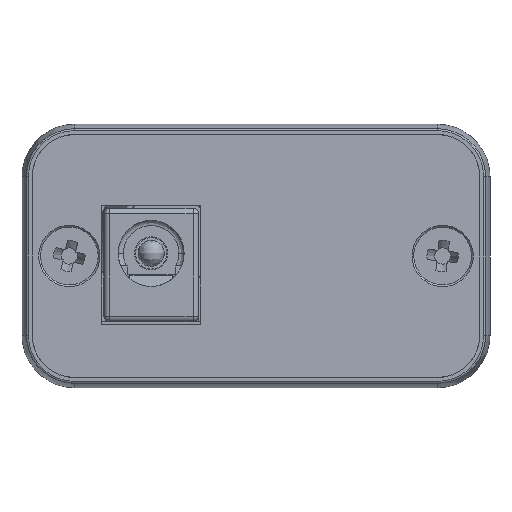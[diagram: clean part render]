
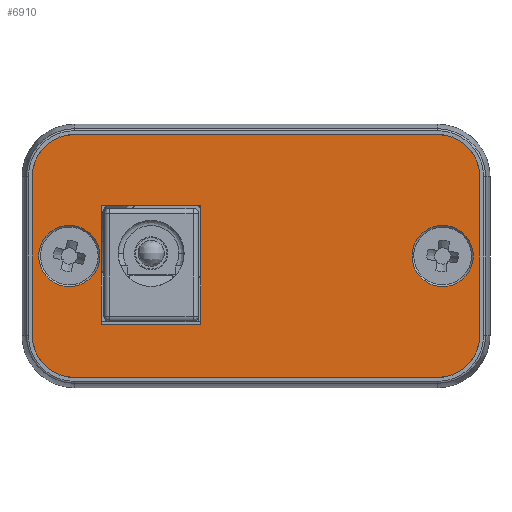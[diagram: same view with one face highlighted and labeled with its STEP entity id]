
A CAD part, left-side view. The second image highlights one B-rep face of the part: STEP entity #6910.
In plain terms, the highlighted face is planar.
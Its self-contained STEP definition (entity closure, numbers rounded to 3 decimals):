
#6882 = EDGE_CURVE('',#6883,#6883,#6885,.T.);
#6883 = VERTEX_POINT('',#6884);
#6884 = CARTESIAN_POINT('',(-14.879,0.,2.4));
#6885 = CIRCLE('',#6886,2.921);
#6886 = AXIS2_PLACEMENT_3D('',#6887,#6888,#6889);
#6887 = CARTESIAN_POINT('',(-17.8,0.,2.4));
#6888 = DIRECTION('',(0.,0.,-1.));
#6889 = DIRECTION('',(1.,0.,0.));
#6910 = ADVANCED_FACE('',(#6911,#6981,#6984,#6995),#7029,.T.);
#6911 = FACE_BOUND('',#6912,.T.);
#6912 = EDGE_LOOP('',(#6913,#6923,#6932,#6940,#6949,#6957,#6966,#6974));
#6913 = ORIENTED_EDGE('',*,*,#6914,.F.);
#6914 = EDGE_CURVE('',#6915,#6917,#6919,.T.);
#6915 = VERTEX_POINT('',#6916);
#6916 = CARTESIAN_POINT('',(-21.332,-7.565,2.4));
#6917 = VERTEX_POINT('',#6918);
#6918 = CARTESIAN_POINT('',(-21.332,7.565,2.4));
#6919 = LINE('',#6920,#6921);
#6920 = CARTESIAN_POINT('',(-21.332,-7.565,2.4));
#6921 = VECTOR('',#6922,1.);
#6922 = DIRECTION('',(0.,1.,0.));
#6923 = ORIENTED_EDGE('',*,*,#6924,.F.);
#6924 = EDGE_CURVE('',#6925,#6915,#6927,.T.);
#6925 = VERTEX_POINT('',#6926);
#6926 = CARTESIAN_POINT('',(-17.315,-11.582,2.4));
#6927 = CIRCLE('',#6928,4.017);
#6928 = AXIS2_PLACEMENT_3D('',#6929,#6930,#6931);
#6929 = CARTESIAN_POINT('',(-17.315,-7.565,2.4));
#6930 = DIRECTION('',(0.,0.,-1.));
#6931 = DIRECTION('',(1.,0.,0.));
#6932 = ORIENTED_EDGE('',*,*,#6933,.F.);
#6933 = EDGE_CURVE('',#6934,#6925,#6936,.T.);
#6934 = VERTEX_POINT('',#6935);
#6935 = CARTESIAN_POINT('',(17.315,-11.582,2.4));
#6936 = LINE('',#6937,#6938);
#6937 = CARTESIAN_POINT('',(17.315,-11.582,2.4));
#6938 = VECTOR('',#6939,1.);
#6939 = DIRECTION('',(-1.,0.,0.));
#6940 = ORIENTED_EDGE('',*,*,#6941,.F.);
#6941 = EDGE_CURVE('',#6942,#6934,#6944,.T.);
#6942 = VERTEX_POINT('',#6943);
#6943 = CARTESIAN_POINT('',(21.332,-7.565,2.4));
#6944 = CIRCLE('',#6945,4.017);
#6945 = AXIS2_PLACEMENT_3D('',#6946,#6947,#6948);
#6946 = CARTESIAN_POINT('',(17.315,-7.565,2.4));
#6947 = DIRECTION('',(0.,0.,-1.));
#6948 = DIRECTION('',(0.,1.,0.));
#6949 = ORIENTED_EDGE('',*,*,#6950,.F.);
#6950 = EDGE_CURVE('',#6951,#6942,#6953,.T.);
#6951 = VERTEX_POINT('',#6952);
#6952 = CARTESIAN_POINT('',(21.332,7.565,2.4));
#6953 = LINE('',#6954,#6955);
#6954 = CARTESIAN_POINT('',(21.332,7.565,2.4));
#6955 = VECTOR('',#6956,1.);
#6956 = DIRECTION('',(0.,-1.,0.));
#6957 = ORIENTED_EDGE('',*,*,#6958,.F.);
#6958 = EDGE_CURVE('',#6959,#6951,#6961,.T.);
#6959 = VERTEX_POINT('',#6960);
#6960 = CARTESIAN_POINT('',(17.315,11.582,2.4));
#6961 = CIRCLE('',#6962,4.017);
#6962 = AXIS2_PLACEMENT_3D('',#6963,#6964,#6965);
#6963 = CARTESIAN_POINT('',(17.315,7.565,2.4));
#6964 = DIRECTION('',(0.,0.,-1.));
#6965 = DIRECTION('',(-1.,0.,0.));
#6966 = ORIENTED_EDGE('',*,*,#6967,.F.);
#6967 = EDGE_CURVE('',#6968,#6959,#6970,.T.);
#6968 = VERTEX_POINT('',#6969);
#6969 = CARTESIAN_POINT('',(-17.315,11.582,2.4));
#6970 = LINE('',#6971,#6972);
#6971 = CARTESIAN_POINT('',(-17.315,11.582,2.4));
#6972 = VECTOR('',#6973,1.);
#6973 = DIRECTION('',(1.,0.,0.));
#6974 = ORIENTED_EDGE('',*,*,#6975,.F.);
#6975 = EDGE_CURVE('',#6917,#6968,#6976,.T.);
#6976 = CIRCLE('',#6977,4.017);
#6977 = AXIS2_PLACEMENT_3D('',#6978,#6979,#6980);
#6978 = CARTESIAN_POINT('',(-17.315,7.565,2.4));
#6979 = DIRECTION('',(0.,0.,-1.));
#6980 = DIRECTION('',(0.,-1.,0.));
#6981 = FACE_BOUND('',#6982,.T.);
#6982 = EDGE_LOOP('',(#6983));
#6983 = ORIENTED_EDGE('',*,*,#6882,.T.);
#6984 = FACE_BOUND('',#6985,.T.);
#6985 = EDGE_LOOP('',(#6986));
#6986 = ORIENTED_EDGE('',*,*,#6987,.T.);
#6987 = EDGE_CURVE('',#6988,#6988,#6990,.T.);
#6988 = VERTEX_POINT('',#6989);
#6989 = CARTESIAN_POINT('',(20.721,0.,2.4));
#6990 = CIRCLE('',#6991,2.921);
#6991 = AXIS2_PLACEMENT_3D('',#6992,#6993,#6994);
#6992 = CARTESIAN_POINT('',(17.8,0.,2.4));
#6993 = DIRECTION('',(0.,0.,-1.));
#6994 = DIRECTION('',(1.,0.,0.));
#6995 = FACE_BOUND('',#6996,.T.);
#6996 = EDGE_LOOP('',(#6997,#7007,#7015,#7023));
#6997 = ORIENTED_EDGE('',*,*,#6998,.T.);
#6998 = EDGE_CURVE('',#6999,#7001,#7003,.T.);
#6999 = VERTEX_POINT('',#7000);
#7000 = CARTESIAN_POINT('',(14.75,6.5,2.4));
#7001 = VERTEX_POINT('',#7002);
#7002 = CARTESIAN_POINT('',(14.75,-4.8,2.4));
#7003 = LINE('',#7004,#7005);
#7004 = CARTESIAN_POINT('',(14.75,6.5,2.4));
#7005 = VECTOR('',#7006,1.);
#7006 = DIRECTION('',(0.,-1.,0.));
#7007 = ORIENTED_EDGE('',*,*,#7008,.T.);
#7008 = EDGE_CURVE('',#7001,#7009,#7011,.T.);
#7009 = VERTEX_POINT('',#7010);
#7010 = CARTESIAN_POINT('',(5.25,-4.8,2.4));
#7011 = LINE('',#7012,#7013);
#7012 = CARTESIAN_POINT('',(14.75,-4.8,2.4));
#7013 = VECTOR('',#7014,1.);
#7014 = DIRECTION('',(-1.,0.,0.));
#7015 = ORIENTED_EDGE('',*,*,#7016,.T.);
#7016 = EDGE_CURVE('',#7009,#7017,#7019,.T.);
#7017 = VERTEX_POINT('',#7018);
#7018 = CARTESIAN_POINT('',(5.25,6.5,2.4));
#7019 = LINE('',#7020,#7021);
#7020 = CARTESIAN_POINT('',(5.25,-4.8,2.4));
#7021 = VECTOR('',#7022,1.);
#7022 = DIRECTION('',(0.,1.,0.));
#7023 = ORIENTED_EDGE('',*,*,#7024,.T.);
#7024 = EDGE_CURVE('',#7017,#6999,#7025,.T.);
#7025 = LINE('',#7026,#7027);
#7026 = CARTESIAN_POINT('',(5.25,6.5,2.4));
#7027 = VECTOR('',#7028,1.);
#7028 = DIRECTION('',(1.,0.,0.));
#7029 = PLANE('',#7030);
#7030 = AXIS2_PLACEMENT_3D('',#7031,#7032,#7033);
#7031 = CARTESIAN_POINT('',(0.,0.,2.4));
#7032 = DIRECTION('',(0.,0.,1.));
#7033 = DIRECTION('',(1.,0.,0.));
